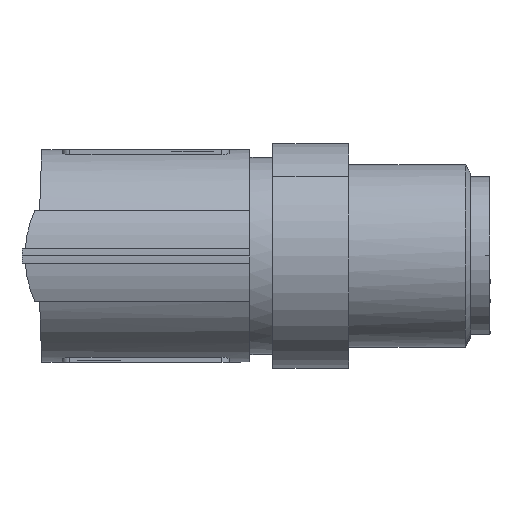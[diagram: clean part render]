
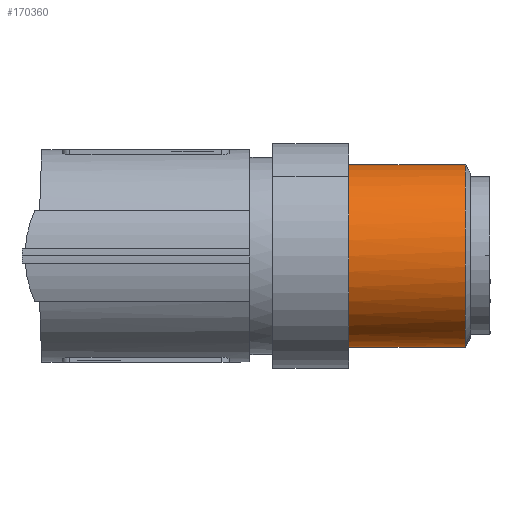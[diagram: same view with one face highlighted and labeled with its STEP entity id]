
A CAD part, left-side view. The second image highlights one B-rep face of the part: STEP entity #170360.
In plain terms, the highlighted cylindrical face has radius 6 mm (diameter 12 mm), a partial arc.
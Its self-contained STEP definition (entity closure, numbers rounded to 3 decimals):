
#64440=CARTESIAN_POINT('',(10.247,43.846,
212.75));
#64450=DIRECTION('',(-0.707,0.707,
0.));
#64460=DIRECTION('',(-0.707,-0.707,
0.));
#64470=AXIS2_PLACEMENT_3D('',#64440,#64450,#64460);
#64480=CIRCLE('',#64470,6.);
#64490=CARTESIAN_POINT('',(6.005,39.603,
212.75));
#64500=VERTEX_POINT('',#64490);
#64510=CARTESIAN_POINT('',(14.49,48.088,
212.75));
#64520=VERTEX_POINT('',#64510);
#64530=EDGE_CURVE('',#64500,#64520,#64480,.T.);
#64730=CARTESIAN_POINT('',(4.59,49.502,
212.75));
#64740=DIRECTION('',(-0.707,0.707,
0.));
#64750=DIRECTION('',(-0.707,-0.707,
0.));
#64760=AXIS2_PLACEMENT_3D('',#64730,#64740,#64750);
#64770=CYLINDRICAL_SURFACE('',#64760,6.);
#64780=CARTESIAN_POINT('',(8.833,53.745,
212.75));
#64790=DIRECTION('',(-0.707,0.707,
0.));
#64800=VECTOR('',#64790,1.);
#64810=LINE('',#64780,#64800);
#64820=CARTESIAN_POINT('',(9.057,53.521,
212.75));
#64830=VERTEX_POINT('',#64820);
#64840=EDGE_CURVE('',#64520,#64830,#64810,.T.);
#64860=CARTESIAN_POINT('',(4.815,49.278,
212.75));
#64870=DIRECTION('',(0.707,-0.707,
0.));
#64880=DIRECTION('',(0.683,0.683,
0.259));
#64890=AXIS2_PLACEMENT_3D('',#64860,#64870,#64880);
#64900=CIRCLE('',#64890,6.);
#64950=CARTESIAN_POINT('',(0.572,45.035,
212.75));
#64960=VERTEX_POINT('',#64950);
#64990=CARTESIAN_POINT('',(0.348,45.26,
212.75));
#65000=DIRECTION('',(-0.707,0.707,
0.));
#65010=VECTOR('',#65000,1.);
#65020=LINE('',#64990,#65010);
#65030=EDGE_CURVE('',#64500,#64960,#65020,.T.);
#65270=CARTESIAN_POINT('',(8.913,53.376,
214.303));
#65280=VERTEX_POINT('',#65270);
#65310=EDGE_CURVE('',#65280,#64960,#64900,.T.);
#170240=ORIENTED_EDGE('',*,*,#64840,.T.);
#170250=ORIENTED_EDGE('',*,*,#64530,.T.);
#170260=ORIENTED_EDGE('',*,*,#65030,.F.);
#170270=ORIENTED_EDGE('',*,*,#65310,.T.);
#170280=CARTESIAN_POINT('',(9.053,53.517,
213.012));
#170290=VERTEX_POINT('',#170280);
#170300=EDGE_CURVE('',#170290,#65280,#64900,.T.);
#170310=ORIENTED_EDGE('',*,*,#170300,.T.);
#170320=EDGE_CURVE('',#64830,#170290,#64900,.T.);
#170330=ORIENTED_EDGE('',*,*,#170320,.T.);
#170340=EDGE_LOOP('',(#170330,#170310,#170270,#170260,#170250,#170240));
#170350=FACE_OUTER_BOUND('',#170340,.T.);
#170360=ADVANCED_FACE('',(#170350),#64770,.T.);
